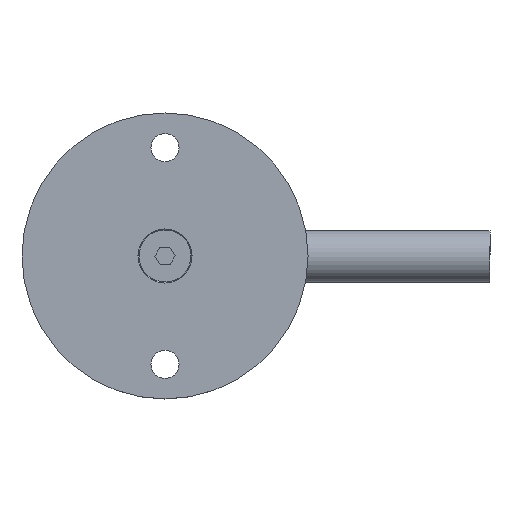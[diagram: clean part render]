
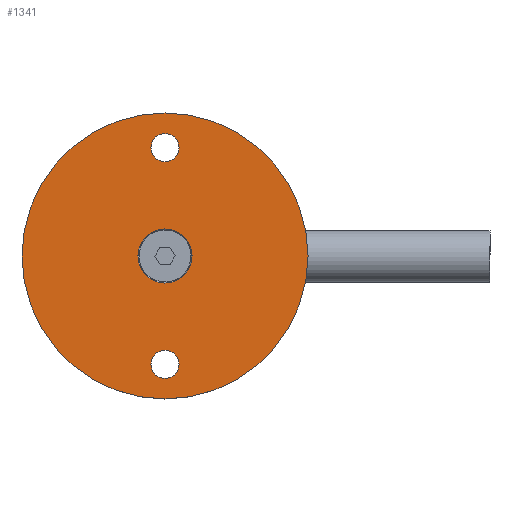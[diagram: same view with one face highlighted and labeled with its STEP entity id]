
A CAD part, top view. The second image highlights one B-rep face of the part: STEP entity #1341.
In plain terms, the highlighted planar face has unit normal (0, 0, 1).
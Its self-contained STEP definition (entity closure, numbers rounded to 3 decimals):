
#19 = CARTESIAN_POINT ( 'NONE',  ( -3.25, -25., 4. ) ) ;
#57 = EDGE_CURVE ( 'NONE', #1813, #1099, #244, .T. ) ;
#96 = AXIS2_PLACEMENT_3D ( 'NONE', #1616, #1184, #1626 ) ;
#115 = VERTEX_POINT ( 'NONE', #1364 ) ;
#116 = ORIENTED_EDGE ( 'NONE', *, *, #57, .F. ) ;
#133 = DIRECTION ( 'NONE',  ( 0., 0., -1. ) ) ;
#134 = CIRCLE ( 'NONE', #427, 3.25 ) ;
#148 = AXIS2_PLACEMENT_3D ( 'NONE', #976, #511, #1105 ) ;
#193 = AXIS2_PLACEMENT_3D ( 'NONE', #1774, #1822, #461 ) ;
#207 = ORIENTED_EDGE ( 'NONE', *, *, #1490, .T. ) ;
#229 = AXIS2_PLACEMENT_3D ( 'NONE', #1446, #1018, #292 ) ;
#230 = VERTEX_POINT ( 'NONE', #654 ) ;
#240 = CARTESIAN_POINT ( 'NONE',  ( 0., 0., 4. ) ) ;
#244 = CIRCLE ( 'NONE', #96, 6.25 ) ;
#267 = PLANE ( 'NONE',  #1285 ) ;
#292 = DIRECTION ( 'NONE',  ( -1., 0., 0. ) ) ;
#355 = DIRECTION ( 'NONE',  ( 0., 0., -1. ) ) ;
#399 = CIRCLE ( 'NONE', #1104, 3.25 ) ;
#405 = CARTESIAN_POINT ( 'NONE',  ( -3.25, 25., 4. ) ) ;
#427 = AXIS2_PLACEMENT_3D ( 'NONE', #1239, #355, #1052 ) ;
#441 = ORIENTED_EDGE ( 'NONE', *, *, #1064, .T. ) ;
#461 = DIRECTION ( 'NONE',  ( 1., 0., 0. ) ) ;
#511 = DIRECTION ( 'NONE',  ( 0., 0., 1. ) ) ;
#516 = DIRECTION ( 'NONE',  ( 0., 0., 1. ) ) ;
#564 = CARTESIAN_POINT ( 'NONE',  ( 0., -25., 4. ) ) ;
#643 = CIRCLE ( 'NONE', #1389, 33. ) ;
#645 = CARTESIAN_POINT ( 'NONE',  ( -6.25, 0., 4. ) ) ;
#654 = CARTESIAN_POINT ( 'NONE',  ( 3.25, -25., 4. ) ) ;
#663 = FACE_BOUND ( 'NONE', #1463, .T. ) ;
#681 = DIRECTION ( 'NONE',  ( 1., 0., 0. ) ) ;
#720 = DIRECTION ( 'NONE',  ( -1., 0., 0. ) ) ;
#752 = EDGE_CURVE ( 'NONE', #115, #1261, #1014, .T. ) ;
#767 = EDGE_CURVE ( 'NONE', #1112, #1063, #134, .T. ) ;
#822 = ORIENTED_EDGE ( 'NONE', *, *, #752, .T. ) ;
#855 = ORIENTED_EDGE ( 'NONE', *, *, #1609, .T. ) ;
#973 = ORIENTED_EDGE ( 'NONE', *, *, #767, .T. ) ;
#976 = CARTESIAN_POINT ( 'NONE',  ( 0., 0., 4. ) ) ;
#1014 = CIRCLE ( 'NONE', #193, 33. ) ;
#1018 = DIRECTION ( 'NONE',  ( 0., 0., -1. ) ) ;
#1034 = DIRECTION ( 'NONE',  ( 0., 0., -1. ) ) ;
#1046 = CARTESIAN_POINT ( 'NONE',  ( 33., 0., 4. ) ) ;
#1047 = AXIS2_PLACEMENT_3D ( 'NONE', #1187, #1034, #720 ) ;
#1052 = DIRECTION ( 'NONE',  ( -1., 0., 0. ) ) ;
#1063 = VERTEX_POINT ( 'NONE', #1262 ) ;
#1064 = EDGE_CURVE ( 'NONE', #1261, #115, #643, .T. ) ;
#1099 = VERTEX_POINT ( 'NONE', #1570 ) ;
#1104 = AXIS2_PLACEMENT_3D ( 'NONE', #564, #133, #1160 ) ;
#1105 = DIRECTION ( 'NONE',  ( 1., 0., 0. ) ) ;
#1112 = VERTEX_POINT ( 'NONE', #405 ) ;
#1113 = FACE_OUTER_BOUND ( 'NONE', #1230, .T. ) ;
#1137 = EDGE_LOOP ( 'NONE', ( #207, #1658 ) ) ;
#1160 = DIRECTION ( 'NONE',  ( -1., 0., 0. ) ) ;
#1184 = DIRECTION ( 'NONE',  ( 0., 0., 1. ) ) ;
#1187 = CARTESIAN_POINT ( 'NONE',  ( 0., 25., 4. ) ) ;
#1201 = CIRCLE ( 'NONE', #229, 3.25 ) ;
#1230 = EDGE_LOOP ( 'NONE', ( #822, #441 ) ) ;
#1239 = CARTESIAN_POINT ( 'NONE',  ( 0., 25., 4. ) ) ;
#1255 = DIRECTION ( 'NONE',  ( 1., 0., 0. ) ) ;
#1261 = VERTEX_POINT ( 'NONE', #1046 ) ;
#1262 = CARTESIAN_POINT ( 'NONE',  ( 3.25, 25., 4. ) ) ;
#1265 = FACE_BOUND ( 'NONE', #1366, .T. ) ;
#1285 = AXIS2_PLACEMENT_3D ( 'NONE', #1436, #1288, #1255 ) ;
#1288 = DIRECTION ( 'NONE',  ( 0., 0., 1. ) ) ;
#1341 = ADVANCED_FACE ( 'NONE', ( #1580, #1265, #663, #1113 ), #267, .T. ) ;
#1364 = CARTESIAN_POINT ( 'NONE',  ( -33., 0., 4. ) ) ;
#1366 = EDGE_LOOP ( 'NONE', ( #973, #855 ) ) ;
#1389 = AXIS2_PLACEMENT_3D ( 'NONE', #240, #516, #681 ) ;
#1436 = CARTESIAN_POINT ( 'NONE',  ( 0., 0., 4. ) ) ;
#1446 = CARTESIAN_POINT ( 'NONE',  ( 0., -25., 4. ) ) ;
#1463 = EDGE_LOOP ( 'NONE', ( #1572, #116 ) ) ;
#1466 = CIRCLE ( 'NONE', #148, 6.25 ) ;
#1490 = EDGE_CURVE ( 'NONE', #1503, #230, #399, .T. ) ;
#1503 = VERTEX_POINT ( 'NONE', #19 ) ;
#1550 = CIRCLE ( 'NONE', #1047, 3.25 ) ;
#1570 = CARTESIAN_POINT ( 'NONE',  ( 6.25, 0., 4. ) ) ;
#1572 = ORIENTED_EDGE ( 'NONE', *, *, #1871, .F. ) ;
#1580 = FACE_BOUND ( 'NONE', #1137, .T. ) ;
#1609 = EDGE_CURVE ( 'NONE', #1063, #1112, #1550, .T. ) ;
#1616 = CARTESIAN_POINT ( 'NONE',  ( 0., 0., 4. ) ) ;
#1626 = DIRECTION ( 'NONE',  ( 1., 0., 0. ) ) ;
#1635 = EDGE_CURVE ( 'NONE', #230, #1503, #1201, .T. ) ;
#1658 = ORIENTED_EDGE ( 'NONE', *, *, #1635, .T. ) ;
#1774 = CARTESIAN_POINT ( 'NONE',  ( 0., 0., 4. ) ) ;
#1813 = VERTEX_POINT ( 'NONE', #645 ) ;
#1822 = DIRECTION ( 'NONE',  ( 0., 0., 1. ) ) ;
#1871 = EDGE_CURVE ( 'NONE', #1099, #1813, #1466, .T. ) ;
